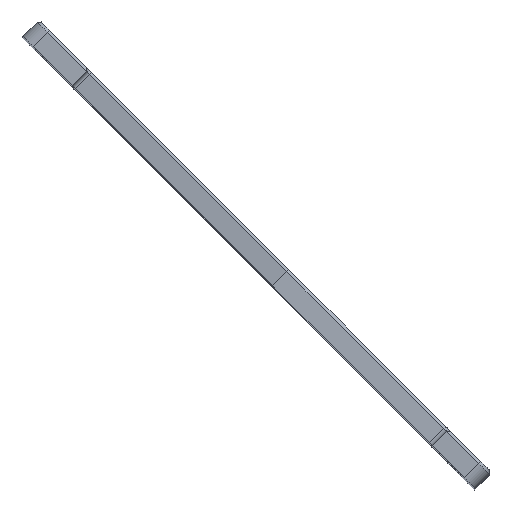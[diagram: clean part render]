
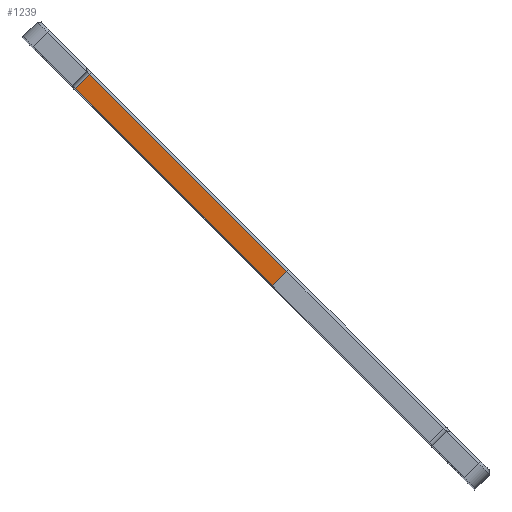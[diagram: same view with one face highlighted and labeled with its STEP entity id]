
A CAD part, top view. The second image highlights one B-rep face of the part: STEP entity #1239.
In plain terms, the highlighted planar face has unit normal (0.1, -0.1, 0.99).
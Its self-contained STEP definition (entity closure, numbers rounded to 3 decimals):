
#163=PLANE('',#1357);
#243=VECTOR('',#1554,1.);
#261=VECTOR('',#1595,1.);
#267=VECTOR('',#1636,1.);
#276=VECTOR('',#1656,1.);
#353=LINE('',#2018,#243);
#371=LINE('',#2062,#261);
#377=LINE('',#2104,#267);
#386=LINE('',#2124,#276);
#458=VERTEX_POINT('',#2001);
#461=VERTEX_POINT('',#2015);
#473=VERTEX_POINT('',#2063);
#489=VERTEX_POINT('',#2105);
#637=EDGE_CURVE('',#461,#458,#353,.T.);
#659=EDGE_CURVE('',#473,#458,#371,.T.);
#676=EDGE_CURVE('',#489,#473,#377,.T.);
#686=EDGE_CURVE('',#489,#461,#386,.T.);
#994=ORIENTED_EDGE('',*,*,#637,.F.);
#995=ORIENTED_EDGE('',*,*,#686,.F.);
#996=ORIENTED_EDGE('',*,*,#676,.T.);
#997=ORIENTED_EDGE('',*,*,#659,.T.);
#1089=EDGE_LOOP('',(#994,#995,#996,#997));
#1169=FACE_BOUND('',#1089,.T.);
#1239=ADVANCED_FACE('',(#1169),#163,.T.);
#1357=AXIS2_PLACEMENT_3D('',#2123,#1655,$);
#1554=DIRECTION('',(0.7,-0.7,-0.141));
#1595=DIRECTION('',(0.707,0.707,0.));
#1636=DIRECTION('',(0.7,-0.7,-0.141));
#1655=DIRECTION('',(0.1,-0.1,0.99));
#1656=DIRECTION('',(0.707,0.707,0.));
#2001=CARTESIAN_POINT('',(38.72,-25.058,44.946));
#2015=CARTESIAN_POINT('',(21.373,-7.71,48.45));
#2018=CARTESIAN_POINT('',(35.587,-21.924,45.579));
#2062=CARTESIAN_POINT('',(37.483,-26.295,44.946));
#2063=CARTESIAN_POINT('',(37.483,-26.295,44.946));
#2104=CARTESIAN_POINT('',(20.136,-8.948,48.45));
#2105=CARTESIAN_POINT('',(20.136,-8.948,48.45));
#2123=CARTESIAN_POINT('',(28.809,-17.621,46.698));
#2124=CARTESIAN_POINT('',(20.136,-8.948,48.45));
